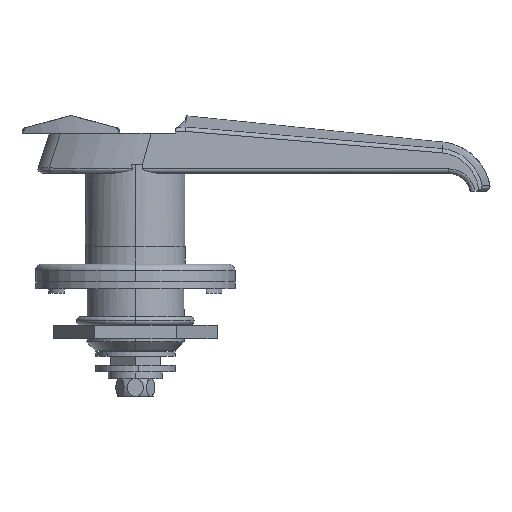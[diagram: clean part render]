
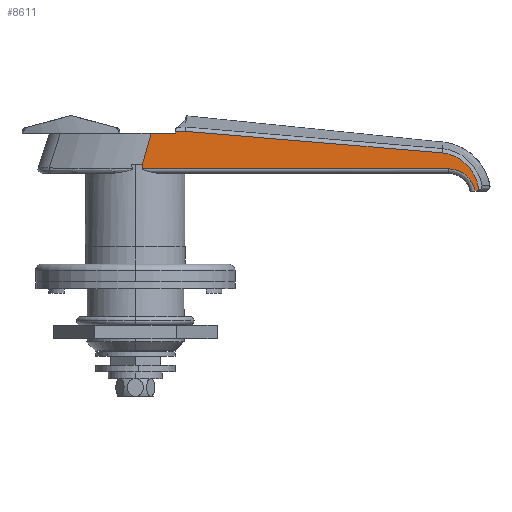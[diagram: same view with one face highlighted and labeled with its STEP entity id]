
A CAD part, left-side view. The second image highlights one B-rep face of the part: STEP entity #8611.
In plain terms, the highlighted planar face has unit normal (-0.998, -0.068, 0).
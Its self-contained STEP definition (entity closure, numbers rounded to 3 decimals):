
#47 = VERTEX_POINT ( 'NONE', #256 ) ;
#191 = DIRECTION ( 'NONE',  ( -0.068, 0.998, 0. ) ) ;
#256 = CARTESIAN_POINT ( 'NONE',  ( -6.028, -76.585, -4. ) ) ;
#460 = ORIENTED_EDGE ( 'NONE', *, *, #9813, .T. ) ;
#694 = CARTESIAN_POINT ( 'NONE',  ( -11.146, -1.524, 2. ) ) ;
#806 = CARTESIAN_POINT ( 'NONE',  ( -5.977, -77.332, -2.81 ) ) ;
#938 = VECTOR ( 'NONE', #8623, 1000. ) ;
#946 = ORIENTED_EDGE ( 'NONE', *, *, #5471, .T. ) ;
#950 = VERTEX_POINT ( 'NONE', #9364 ) ;
#965 = DIRECTION ( 'NONE',  ( 0.998, 0.068, 0. ) ) ;
#1179 = B_SPLINE_CURVE_WITH_KNOTS ( 'NONE', 3,
 ( #5571, #4634, #8767, #6322 ),
 .UNSPECIFIED., .F., .F.,
 ( 4, 4 ),
 ( 0., 0. ),
 .UNSPECIFIED. ) ;
#1355 = CARTESIAN_POINT ( 'NONE',  ( -5.577, -83.201, 3.434 ) ) ;
#1424 = CARTESIAN_POINT ( 'NONE',  ( -11.055, -2.862, 6.5 ) ) ;
#1491 = CARTESIAN_POINT ( 'NONE',  ( -6.059, -76.138, 0.158 ) ) ;
#1536 = LINE ( 'NONE', #694, #7637 ) ;
#1712 = VERTEX_POINT ( 'NONE', #5328 ) ;
#1752 = FACE_OUTER_BOUND ( 'NONE', #7548, .T. ) ;
#2113 = VECTOR ( 'NONE', #2880, 1000. ) ;
#2309 = VERTEX_POINT ( 'NONE', #5462 ) ;
#2384 = VERTEX_POINT ( 'NONE', #7975 ) ;
#2472 = DIRECTION ( 'NONE',  ( 0.068, -0.998, 0. ) ) ;
#2527 = CARTESIAN_POINT ( 'NONE',  ( -6.496, -69.728, 4.561 ) ) ;
#2540 = EDGE_CURVE ( 'NONE', #950, #6229, #4509, .T. ) ;
#2555 = ORIENTED_EDGE ( 'NONE', *, *, #2717, .T. ) ;
#2717 = EDGE_CURVE ( 'NONE', #4767, #2767, #10249, .T. ) ;
#2767 = VERTEX_POINT ( 'NONE', #7487 ) ;
#2880 = DIRECTION ( 'NONE',  ( -0.068, 0.994, 0.083 ) ) ;
#2943 = VECTOR ( 'NONE', #7709, 1000. ) ;
#3021 = CARTESIAN_POINT ( 'NONE',  ( -6.174, -74.447, 2.227 ) ) ;
#3067 = CARTESIAN_POINT ( 'NONE',  ( -5.969, -77.456, -3.602 ) ) ;
#3153 =( BOUNDED_CURVE ( )  B_SPLINE_CURVE ( 3, ( #3525, #6717, #5919, #9104 ),
 .UNSPECIFIED., .F., .F. ) 
 B_SPLINE_CURVE_WITH_KNOTS ( ( 4, 4 ),
 ( 1.571, 2.974 ),
 .UNSPECIFIED. ) 
 CURVE ( )  GEOMETRIC_REPRESENTATION_ITEM ( )  RATIONAL_B_SPLINE_CURVE ( ( 1., 0.843, 0.843, 1. ) ) 
 REPRESENTATION_ITEM ( '' )  );
#3285 = ORIENTED_EDGE ( 'NONE', *, *, #4902, .T. ) ;
#3460 = ORIENTED_EDGE ( 'NONE', *, *, #9691, .T. ) ;
#3525 = CARTESIAN_POINT ( 'NONE',  ( -6.432, -70.669, 1. ) ) ;
#3658 = ORIENTED_EDGE ( 'NONE', *, *, #2540, .F. ) ;
#3880 = EDGE_CURVE ( 'NONE', #9721, #4026, #1179, .T. ) ;
#3948 = CARTESIAN_POINT ( 'NONE',  ( -5.971, -77.424, -3.336 ) ) ;
#3986 = CARTESIAN_POINT ( 'NONE',  ( -6.1, -75.529, 1.038 ) ) ;
#3998 = CARTESIAN_POINT ( 'NONE',  ( -5.981, -77.273, -2.55 ) ) ;
#4026 = VERTEX_POINT ( 'NONE', #10056 ) ;
#4179 = CARTESIAN_POINT ( 'NONE',  ( -5.967, -77.478, -3.871 ) ) ;
#4282 = CARTESIAN_POINT ( 'NONE',  ( -6.004, -76.947, -4. ) ) ;
#4466 = LINE ( 'NONE', #10105, #9504 ) ;
#4509 = LINE ( 'NONE', #1424, #2943 ) ;
#4555 = CARTESIAN_POINT ( 'NONE',  ( -6.004, -76.947, -4. ) ) ;
#4564 = CARTESIAN_POINT ( 'NONE',  ( -11.146, -1.524, 1. ) ) ;
#4567 = CARTESIAN_POINT ( 'NONE',  ( -6.356, -71.777, 3.975 ) ) ;
#4634 = CARTESIAN_POINT ( 'NONE',  ( -10.635, -9.021, 9.279 ) ) ;
#4676 = CARTESIAN_POINT ( 'NONE',  ( -5.967, -77.478, -3.871 ) ) ;
#4715 = CARTESIAN_POINT ( 'NONE',  ( -6.436, -70.601, 1. ) ) ;
#4741 = LINE ( 'NONE', #6490, #5676 ) ;
#4766 = CARTESIAN_POINT ( 'NONE',  ( -6.46, -70.26, 4.459 ) ) ;
#4767 = VERTEX_POINT ( 'NONE', #4564 ) ;
#4817 = CARTESIAN_POINT ( 'NONE',  ( -6.532, -69.191, 4.61 ) ) ;
#4856 = DIRECTION ( 'NONE',  ( -0.068, 0.998, -0.018 ) ) ;
#4902 = EDGE_CURVE ( 'NONE', #2384, #1712, #6216, .T. ) ;
#5045 = PLANE ( 'NONE',  #10159 ) ;
#5185 = ORIENTED_EDGE ( 'NONE', *, *, #10244, .T. ) ;
#5328 = CARTESIAN_POINT ( 'NONE',  ( -6.532, -69.191, 4.61 ) ) ;
#5425 = CARTESIAN_POINT ( 'NONE',  ( -5.59, -83.019, -4. ) ) ;
#5462 = CARTESIAN_POINT ( 'NONE',  ( -10.474, -11.388, 9.461 ) ) ;
#5471 = EDGE_CURVE ( 'NONE', #6703, #2384, #7078, .T. ) ;
#5571 = CARTESIAN_POINT ( 'NONE',  ( -10.635, -9.029, 9.418 ) ) ;
#5652 = EDGE_CURVE ( 'NONE', #1712, #2309, #9195, .T. ) ;
#5676 = VECTOR ( 'NONE', #4856, 1000. ) ;
#5858 = EDGE_CURVE ( 'NONE', #47, #6703, #6426, .T. ) ;
#5919 = CARTESIAN_POINT ( 'NONE',  ( -6.063, -76.074, -0.978 ) ) ;
#6216 = B_SPLINE_CURVE_WITH_KNOTS ( 'NONE', 3,
 ( #4676, #3067, #3948, #806, #3998, #6255, #7195, #8656, #1491, #3986, #9681, #3021, #9383, #6400, #8606, #4567, #9573, #4766, #2527, #4817 ),
 .UNSPECIFIED., .F., .F.,
 ( 4, 2, 2, 2, 2, 2, 2, 2, 2, 4 ),
 ( 0., 0.001, 0.002, 0.003, 0.005, 0.007, 0.008, 0.01, 0.011, 0.013 ),
 .UNSPECIFIED. ) ;
#6229 = VERTEX_POINT ( 'NONE', #9438 ) ;
#6255 = CARTESIAN_POINT ( 'NONE',  ( -5.996, -77.059, -1.777 ) ) ;
#6322 = CARTESIAN_POINT ( 'NONE',  ( -10.636, -9.006, 9. ) ) ;
#6400 = CARTESIAN_POINT ( 'NONE',  ( -6.259, -73.194, 3.216 ) ) ;
#6426 = LINE ( 'NONE', #5425, #938 ) ;
#6490 = CARTESIAN_POINT ( 'NONE',  ( -5.52, -84.04, 10.788 ) ) ;
#6537 = ORIENTED_EDGE ( 'NONE', *, *, #3880, .T. ) ;
#6703 = VERTEX_POINT ( 'NONE', #4555 ) ;
#6717 = CARTESIAN_POINT ( 'NONE',  ( -6.223, -73.734, 1. ) ) ;
#6750 = EDGE_CURVE ( 'NONE', #4767, #950, #1536, .T. ) ;
#7078 = B_SPLINE_CURVE_WITH_KNOTS ( 'NONE', 3,
 ( #4282, #9913, #7321, #4179 ),
 .UNSPECIFIED., .F., .F.,
 ( 4, 4 ),
 ( 0., 0.001 ),
 .UNSPECIFIED. ) ;
#7186 = DIRECTION ( 'NONE',  ( 0., 0., 1. ) ) ;
#7195 = CARTESIAN_POINT ( 'NONE',  ( -6.009, -76.867, -1.269 ) ) ;
#7258 = ORIENTED_EDGE ( 'NONE', *, *, #5652, .T. ) ;
#7321 = CARTESIAN_POINT ( 'NONE',  ( -5.979, -77.314, -3.957 ) ) ;
#7487 = CARTESIAN_POINT ( 'NONE',  ( -6.432, -70.669, 1. ) ) ;
#7548 = EDGE_LOOP ( 'NONE', ( #9855, #2555, #5185, #8188, #946, #3285, #7258, #3460, #6537, #460, #3658 ) ) ;
#7637 = VECTOR ( 'NONE', #7186, 1000. ) ;
#7665 = DIRECTION ( 'NONE',  ( -0.068, 0.998, 0. ) ) ;
#7709 = DIRECTION ( 'NONE',  ( 0.019, -0.272, 0.962 ) ) ;
#7975 = CARTESIAN_POINT ( 'NONE',  ( -5.967, -77.478, -3.871 ) ) ;
#8047 = CARTESIAN_POINT ( 'NONE',  ( -10.635, -9.029, 9.418 ) ) ;
#8108 = VECTOR ( 'NONE', #2472, 1000. ) ;
#8133 = CARTESIAN_POINT ( 'NONE',  ( -5.523, -84., 13. ) ) ;
#8188 = ORIENTED_EDGE ( 'NONE', *, *, #5858, .T. ) ;
#8606 = CARTESIAN_POINT ( 'NONE',  ( -6.291, -72.732, 3.502 ) ) ;
#8611 = ADVANCED_FACE ( 'NONE', ( #1752 ), #5045, .F. ) ;
#8623 = DIRECTION ( 'NONE',  ( 0.068, -0.998, 0. ) ) ;
#8656 = CARTESIAN_POINT ( 'NONE',  ( -6.04, -76.406, -0.303 ) ) ;
#8767 = CARTESIAN_POINT ( 'NONE',  ( -10.636, -9.013, 9.139 ) ) ;
#9104 = CARTESIAN_POINT ( 'NONE',  ( -6.028, -76.585, -4. ) ) ;
#9195 = LINE ( 'NONE', #1355, #2113 ) ;
#9364 = CARTESIAN_POINT ( 'NONE',  ( -11.146, -1.524, 1.774 ) ) ;
#9383 = CARTESIAN_POINT ( 'NONE',  ( -6.201, -74.049, 2.579 ) ) ;
#9438 = CARTESIAN_POINT ( 'NONE',  ( -11.007, -3.57, 9. ) ) ;
#9504 = VECTOR ( 'NONE', #7665, 1000. ) ;
#9573 = CARTESIAN_POINT ( 'NONE',  ( -6.39, -71.283, 4.166 ) ) ;
#9681 = CARTESIAN_POINT ( 'NONE',  ( -6.124, -75.186, 1.458 ) ) ;
#9691 = EDGE_CURVE ( 'NONE', #2309, #9721, #4741, .T. ) ;
#9721 = VERTEX_POINT ( 'NONE', #8047 ) ;
#9813 = EDGE_CURVE ( 'NONE', #4026, #6229, #4466, .T. ) ;
#9855 = ORIENTED_EDGE ( 'NONE', *, *, #6750, .F. ) ;
#9913 = CARTESIAN_POINT ( 'NONE',  ( -5.991, -77.132, -4. ) ) ;
#10056 = CARTESIAN_POINT ( 'NONE',  ( -10.636, -9.006, 9. ) ) ;
#10105 = CARTESIAN_POINT ( 'NONE',  ( -5.523, -84., 9. ) ) ;
#10159 = AXIS2_PLACEMENT_3D ( 'NONE', #8133, #965, #191 ) ;
#10244 = EDGE_CURVE ( 'NONE', #2767, #47, #3153, .T. ) ;
#10249 = LINE ( 'NONE', #4715, #8108 ) ;
